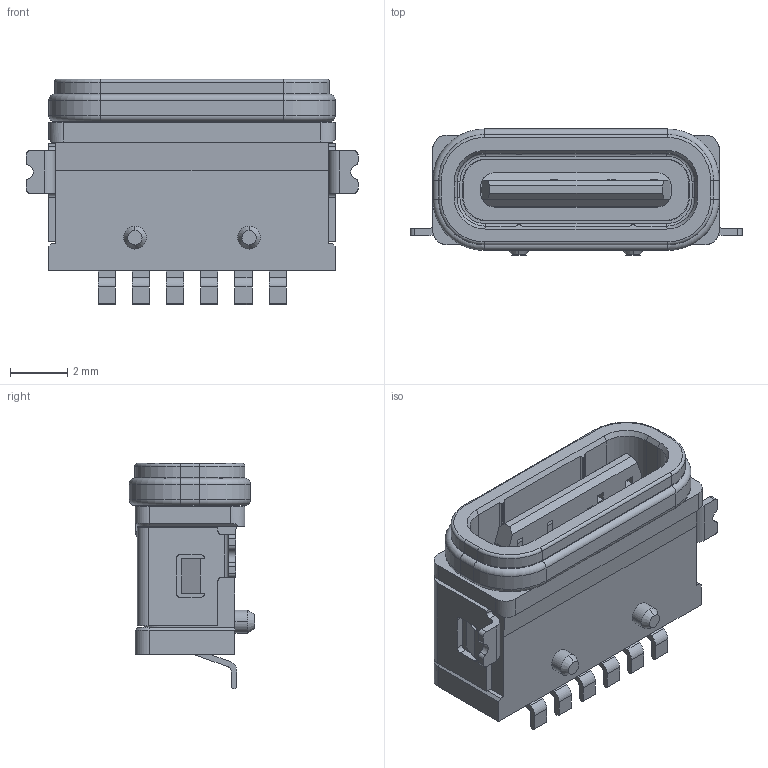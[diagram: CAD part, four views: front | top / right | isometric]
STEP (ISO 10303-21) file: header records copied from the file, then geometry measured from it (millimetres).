
FILE_DESCRIPTION(/* description */ (''),/* implementation_level */ '2;1');
FILE_NAME(/* name */ 'A925-3D.stp',/* time_stamp */ '2022-12-02T15:36:48+08:00',/* author */ (''),/* organization */ (''),/* preprocessor_version */ 'ST-DEVELOPER v16',/* originating_system */ 'SIEMENS PLM Software NX 10.0',/* authorisation */ '');
FILE_SCHEMA (('AUTOMOTIVE_DESIGN { 1 0 10303 214 3 1 1 1 }'));
Length unit declared in the file: millimetre
Products named in the file (1): xue3AAC78AD95w3
Bounding box: 11.64 x 4.41 x 7.9 mm (x, y, z)
Volume: 163.6 mm3; surface area: 667.1 mm2
Topology: 2 solids, 4 shells, 781 faces, 2091 edges, 1370 vertices
Faces by surface type: plane 585, cylinder 156, cone 24, torus 16
Entity records: 24267 total; most frequent: CARTESIAN_POINT 4444, ORIENTED_EDGE 4182, DIRECTION 3976, EDGE_CURVE 2091, LINE 1676, VECTOR 1676, VERTEX_POINT 1370, AXIS2_PLACEMENT_3D 1150
